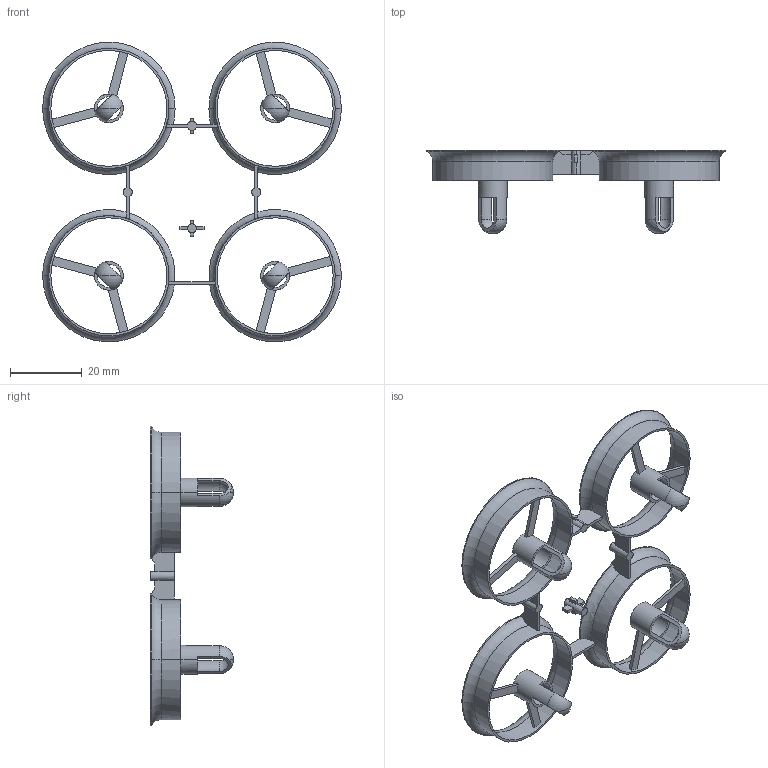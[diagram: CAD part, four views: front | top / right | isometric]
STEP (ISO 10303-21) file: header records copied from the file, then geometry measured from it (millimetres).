
FILE_DESCRIPTION (( 'STEP AP214' ), '1' );
FILE_NAME ('H36_micro_drone_frame.step', '2018-11-03T15:16:22+00:00', 'Stefan Hamminga', '', '', '', '');
FILE_SCHEMA (( 'AUTOMOTIVE_DESIGN' ));
Length unit declared in the file: millimetre
Products named in the file (1): H36 frame
Bounding box: 83 x 23.1 x 83.26 mm (x, y, z)
Volume: 3652.1 mm3; surface area: 11967.6 mm2
Topology: 2 solids, 2 shells, 216 faces, 648 edges, 428 vertices
Faces by surface type: plane 124, cylinder 54, torus 22, sphere 16
Entity records: 7751 total; most frequent: CARTESIAN_POINT 1551, DIRECTION 1364, ORIENTED_EDGE 1296, EDGE_CURVE 648, AXIS2_PLACEMENT_3D 515, VERTEX_POINT 428, LINE 334, VECTOR 334
